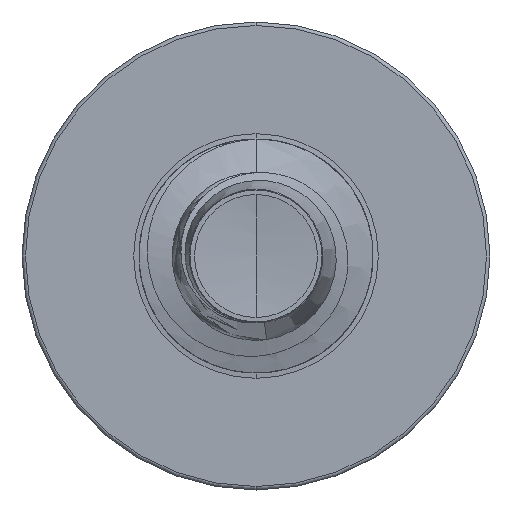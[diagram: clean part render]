
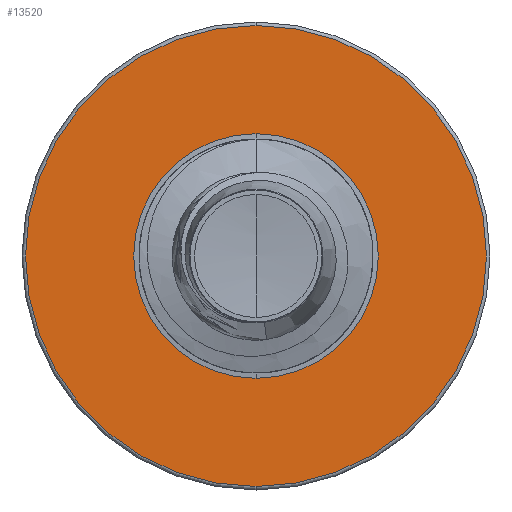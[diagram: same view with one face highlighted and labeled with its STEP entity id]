
A CAD part, front view. The second image highlights one B-rep face of the part: STEP entity #13520.
In plain terms, the highlighted planar face has unit normal (0, -1, 0).
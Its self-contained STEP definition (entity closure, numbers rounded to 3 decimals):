
#756 = VERTEX_POINT ( 'NONE', #21279 ) ;
#989 = DIRECTION ( 'NONE',  ( 0., 1., 0. ) ) ;
#1592 = DIRECTION ( 'NONE',  ( 0., 1., 0. ) ) ;
#2088 = DIRECTION ( 'NONE',  ( 0., 0., 1. ) ) ;
#2263 = AXIS2_PLACEMENT_3D ( 'NONE', #15680, #1592, #17740 ) ;
#2845 = AXIS2_PLACEMENT_3D ( 'NONE', #26010, #16107, #2088 ) ;
#3653 = EDGE_LOOP ( 'NONE', ( #15119, #15424 ) ) ;
#3840 = VERTEX_POINT ( 'NONE', #15740 ) ;
#3990 = DIRECTION ( 'NONE',  ( 0., 1., 0. ) ) ;
#5437 = AXIS2_PLACEMENT_3D ( 'NONE', #17609, #3990, #19419 ) ;
#5684 = AXIS2_PLACEMENT_3D ( 'NONE', #15159, #989, #17267 ) ;
#6196 = CIRCLE ( 'NONE', #5684, 2.167 ) ;
#10307 = FACE_OUTER_BOUND ( 'NONE', #3653, .T. ) ;
#10476 = EDGE_LOOP ( 'NONE', ( #15479, #20837 ) ) ;
#11723 = AXIS2_PLACEMENT_3D ( 'NONE', #22641, #22469, #22427 ) ;
#13520 = ADVANCED_FACE ( 'NONE', ( #10307, #25631 ), #22742, .F. ) ;
#13748 = VERTEX_POINT ( 'NONE', #22380 ) ;
#15119 = ORIENTED_EDGE ( 'NONE', *, *, #21030, .F. ) ;
#15159 = CARTESIAN_POINT ( 'NONE',  ( 0., 12.5, 0. ) ) ;
#15424 = ORIENTED_EDGE ( 'NONE', *, *, #20868, .F. ) ;
#15479 = ORIENTED_EDGE ( 'NONE', *, *, #22470, .T. ) ;
#15680 = CARTESIAN_POINT ( 'NONE',  ( 0., 12.5, 0. ) ) ;
#15740 = CARTESIAN_POINT ( 'NONE',  ( 0., 12.5, 1.15 ) ) ;
#15800 = CARTESIAN_POINT ( 'NONE',  ( 0., 12.5, 2.167 ) ) ;
#16107 = DIRECTION ( 'NONE',  ( 0., 1., 0. ) ) ;
#17267 = DIRECTION ( 'NONE',  ( 0., 0., 1. ) ) ;
#17609 = CARTESIAN_POINT ( 'NONE',  ( 0., 12.5, 0. ) ) ;
#17740 = DIRECTION ( 'NONE',  ( 0., 0., 1. ) ) ;
#18521 = CIRCLE ( 'NONE', #2845, 1.15 ) ;
#18794 = VERTEX_POINT ( 'NONE', #15800 ) ;
#19419 = DIRECTION ( 'NONE',  ( 0., 0., 1. ) ) ;
#20837 = ORIENTED_EDGE ( 'NONE', *, *, #22665, .T. ) ;
#20868 = EDGE_CURVE ( 'NONE', #756, #18794, #6196, .T. ) ;
#21030 = EDGE_CURVE ( 'NONE', #18794, #756, #25601, .T. ) ;
#21122 = CIRCLE ( 'NONE', #2263, 1.15 ) ;
#21279 = CARTESIAN_POINT ( 'NONE',  ( 0., 12.5, -2.167 ) ) ;
#22380 = CARTESIAN_POINT ( 'NONE',  ( 0., 12.5, -1.15 ) ) ;
#22427 = DIRECTION ( 'NONE',  ( 0., 0., 1. ) ) ;
#22469 = DIRECTION ( 'NONE',  ( 0., 1., 0. ) ) ;
#22470 = EDGE_CURVE ( 'NONE', #3840, #13748, #18521, .T. ) ;
#22641 = CARTESIAN_POINT ( 'NONE',  ( 0., 12.5, -1.15 ) ) ;
#22665 = EDGE_CURVE ( 'NONE', #13748, #3840, #21122, .T. ) ;
#22742 = PLANE ( 'NONE',  #11723 ) ;
#25601 = CIRCLE ( 'NONE', #5437, 2.167 ) ;
#25631 = FACE_BOUND ( 'NONE', #10476, .T. ) ;
#26010 = CARTESIAN_POINT ( 'NONE',  ( 0., 12.5, 0. ) ) ;
